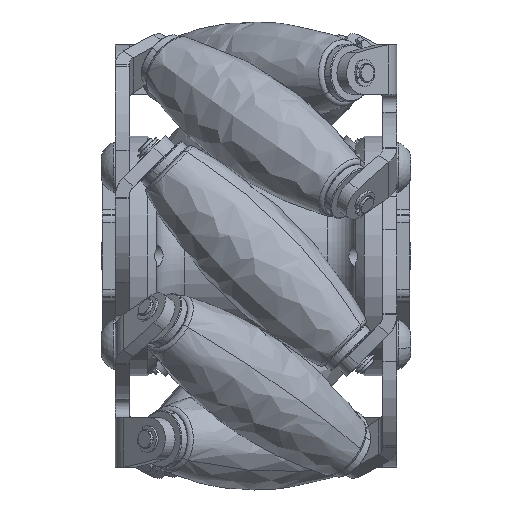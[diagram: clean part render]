
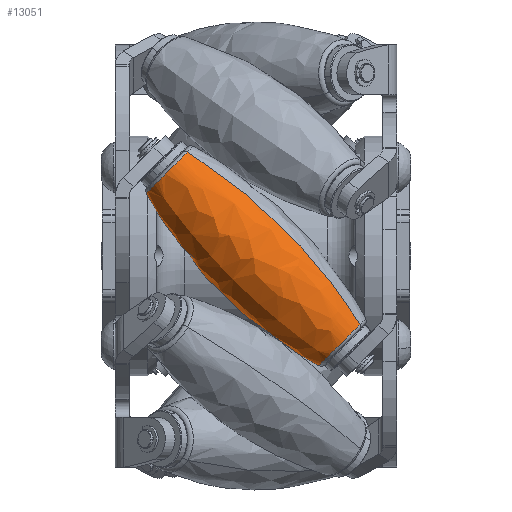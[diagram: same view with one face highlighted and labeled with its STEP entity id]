
A CAD part, front view. The second image highlights one B-rep face of the part: STEP entity #13051.
In plain terms, the highlighted free-form (B-spline) face has degree [2, 3] with [3, 4] control points.
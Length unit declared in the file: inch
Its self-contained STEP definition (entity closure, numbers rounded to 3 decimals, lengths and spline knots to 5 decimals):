
#2 = DIRECTION ( 'NONE',  ( 0., 0., -1. ) ) ;
#167 = CARTESIAN_POINT ( 'NONE',  ( 0., -0.29411, 0. ) ) ;
#184 = VERTEX_POINT ( 'NONE', #6610 ) ;
#825 = EDGE_CURVE ( 'NONE', #5594, #11639, #9438, .T. ) ;
#1053 = ORIENTED_EDGE ( 'NONE', *, *, #825, .T. ) ;
#1261 = CARTESIAN_POINT ( 'NONE',  ( -0.28379, 0.14189, -0.52061 ) ) ;
#1724 = CARTESIAN_POINT ( 'NONE',  ( 0., -0.14189, -0.52061 ) ) ;
#2178 = CARTESIAN_POINT ( 'NONE',  ( 0., -0.14189, 0.52061 ) ) ;
#2223 = CARTESIAN_POINT ( 'NONE',  ( -0.58821, 0.29411, 0. ) ) ;
#2737 = CARTESIAN_POINT ( 'NONE',  ( 0., 0.29411, 0. ) ) ;
#2928 = CIRCLE ( 'NONE', #7904, 0.14189 ) ;
#3304 = CARTESIAN_POINT ( 'NONE',  ( -0.28379, -0.14189, 0.52061 ) ) ;
#3985 = FACE_OUTER_BOUND ( 'NONE', #9699, .T. ) ;
#4425 = CARTESIAN_POINT ( 'NONE',  ( 0., 0.14189, -0.52061 ) ) ;
#5090 = VERTEX_POINT ( 'NONE', #11727 ) ;
#5181 = CARTESIAN_POINT ( 'NONE',  ( 0., 0.14189, -0.52061 ) ) ;
#5224 =( BOUNDED_SURFACE ( )  B_SPLINE_SURFACE ( 2, 3, ( 
 ( #2178, #3304, #12855, #8592 ),
 ( #167, #7418, #2223, #11811 ),
 ( #11680, #11637, #1261, #4425 ) ),
 .UNSPECIFIED., .F., .F., .F. ) 
 B_SPLINE_SURFACE_WITH_KNOTS ( ( 3, 3 ),
 ( 4, 4 ),
 ( 0.09219, 0.90781 ),
 ( 0., 1. ),
 .UNSPECIFIED. ) 
 GEOMETRIC_REPRESENTATION_ITEM ( )  RATIONAL_B_SPLINE_SURFACE ( (
 ( 1., 0.333, 0.333, 1.),
 ( 1., 0.333, 0.333, 1.),
 ( 1., 0.333, 0.333, 1.) ) ) 
 REPRESENTATION_ITEM ( '' )  SURFACE ( )  );
#5546 = EDGE_CURVE ( 'NONE', #11639, #184, #2928, .T. ) ;
#5594 = VERTEX_POINT ( 'NONE', #10616 ) ;
#5609 = CIRCLE ( 'NONE', #13488, 0.14189 ) ;
#5921 = EDGE_CURVE ( 'NONE', #5090, #184, #8001, .T. ) ;
#6610 = CARTESIAN_POINT ( 'NONE',  ( 0., -0.14189, -0.52061 ) ) ;
#7283 = CARTESIAN_POINT ( 'NONE',  ( 0., -0.29411, 0. ) ) ;
#7418 = CARTESIAN_POINT ( 'NONE',  ( -0.58821, -0.29411, 0. ) ) ;
#7681 = CARTESIAN_POINT ( 'NONE',  ( 0., 0., 0.52061 ) ) ;
#7904 = AXIS2_PLACEMENT_3D ( 'NONE', #8309, #9426, #10435 ) ;
#8001 = B_SPLINE_CURVE_WITH_KNOTS ( 'NONE', 2,
 ( #10447, #7283, #1724 ),
 .UNSPECIFIED., .F., .F.,
 ( 3, 3 ),
 ( 0.09219, 0.90781 ),
 .UNSPECIFIED. ) ;
#8041 = CARTESIAN_POINT ( 'NONE',  ( 0., 0.14189, 0.52061 ) ) ;
#8059 = EDGE_CURVE ( 'NONE', #5090, #5594, #5609, .T. ) ;
#8309 = CARTESIAN_POINT ( 'NONE',  ( 0., 0., -0.52061 ) ) ;
#8592 = CARTESIAN_POINT ( 'NONE',  ( 0., 0.14189, 0.52061 ) ) ;
#9426 = DIRECTION ( 'NONE',  ( 0., 0., 1. ) ) ;
#9438 = B_SPLINE_CURVE_WITH_KNOTS ( 'NONE', 2,
 ( #8041, #2737, #12245 ),
 .UNSPECIFIED., .F., .F.,
 ( 3, 3 ),
 ( 0.09219, 0.90781 ),
 .UNSPECIFIED. ) ;
#9448 = ORIENTED_EDGE ( 'NONE', *, *, #5921, .F. ) ;
#9699 = EDGE_LOOP ( 'NONE', ( #9448, #10896, #1053, #11848 ) ) ;
#10435 = DIRECTION ( 'NONE',  ( 0., 1., 0. ) ) ;
#10447 = CARTESIAN_POINT ( 'NONE',  ( 0., -0.14189, 0.52061 ) ) ;
#10616 = CARTESIAN_POINT ( 'NONE',  ( 0., 0.14189, 0.52061 ) ) ;
#10644 = DIRECTION ( 'NONE',  ( 0., 1., 0. ) ) ;
#10896 = ORIENTED_EDGE ( 'NONE', *, *, #8059, .T. ) ;
#11637 = CARTESIAN_POINT ( 'NONE',  ( -0.28379, -0.14189, -0.52061 ) ) ;
#11639 = VERTEX_POINT ( 'NONE', #5181 ) ;
#11680 = CARTESIAN_POINT ( 'NONE',  ( 0., -0.14189, -0.52061 ) ) ;
#11727 = CARTESIAN_POINT ( 'NONE',  ( 0., -0.14189, 0.52061 ) ) ;
#11811 = CARTESIAN_POINT ( 'NONE',  ( 0., 0.29411, 0. ) ) ;
#11848 = ORIENTED_EDGE ( 'NONE', *, *, #5546, .T. ) ;
#12245 = CARTESIAN_POINT ( 'NONE',  ( 0., 0.14189, -0.52061 ) ) ;
#12855 = CARTESIAN_POINT ( 'NONE',  ( -0.28379, 0.14189, 0.52061 ) ) ;
#13051 = ADVANCED_FACE ( 'NONE', ( #3985 ), #5224, .F. ) ;
#13488 = AXIS2_PLACEMENT_3D ( 'NONE', #7681, #2, #10644 ) ;
